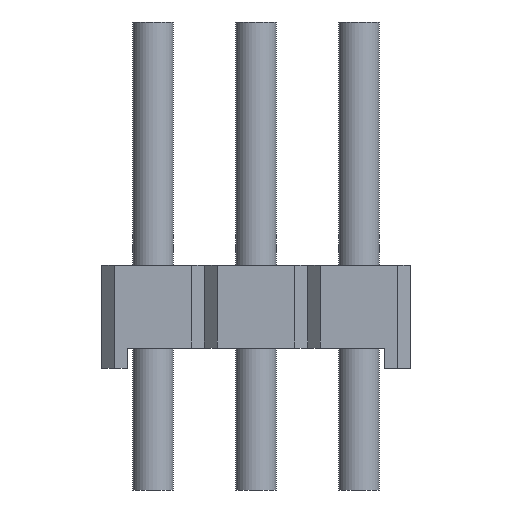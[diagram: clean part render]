
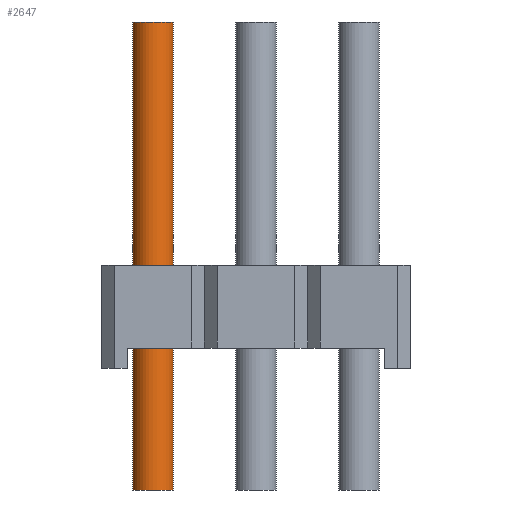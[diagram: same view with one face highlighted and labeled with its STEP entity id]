
A CAD part, left-side view. The second image highlights one B-rep face of the part: STEP entity #2647.
In plain terms, the highlighted cylindrical face has radius 0.5 mm (diameter 1 mm), a full revolution.
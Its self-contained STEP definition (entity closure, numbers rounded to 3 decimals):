
#1482=ORIENTED_EDGE('',*,*,#1856,.F.);
#1483=ORIENTED_EDGE('',*,*,#1857,.T.);
#1856=EDGE_CURVE('',#2106,#2106,#2180,.T.);
#1857=EDGE_CURVE('',#2107,#2107,#2181,.T.);
#2106=VERTEX_POINT('',#4408);
#2107=VERTEX_POINT('',#4410);
#2180=CIRCLE('',#2901,0.5);
#2181=CIRCLE('',#2902,0.5);
#2328=EDGE_LOOP('',(#1482));
#2329=EDGE_LOOP('',(#1483));
#2476=FACE_BOUND('',#2328,.T.);
#2477=FACE_BOUND('',#2329,.T.);
#2518=CYLINDRICAL_SURFACE('',#2900,0.5);
#2647=ADVANCED_FACE('',(#2476,#2477),#2518,.F.);
#2900=AXIS2_PLACEMENT_3D('',#4406,#3632,#3633);
#2901=AXIS2_PLACEMENT_3D('',#4407,#3634,#3635);
#2902=AXIS2_PLACEMENT_3D('',#4409,#3636,#3637);
#3632=DIRECTION('',(0.,0.,1.));
#3633=DIRECTION('',(1.,0.,0.));
#3634=DIRECTION('',(0.,0.,-1.));
#3635=DIRECTION('',(1.,0.,0.));
#3636=DIRECTION('',(0.,0.,-1.));
#3637=DIRECTION('',(1.,0.,0.));
#4406=CARTESIAN_POINT('',(0.,0.,0.));
#4407=CARTESIAN_POINT('',(0.,0.,11.54));
#4408=CARTESIAN_POINT('',(0.5,0.,11.54));
#4409=CARTESIAN_POINT('',(0.,0.,0.));
#4410=CARTESIAN_POINT('',(0.5,0.,0.));
